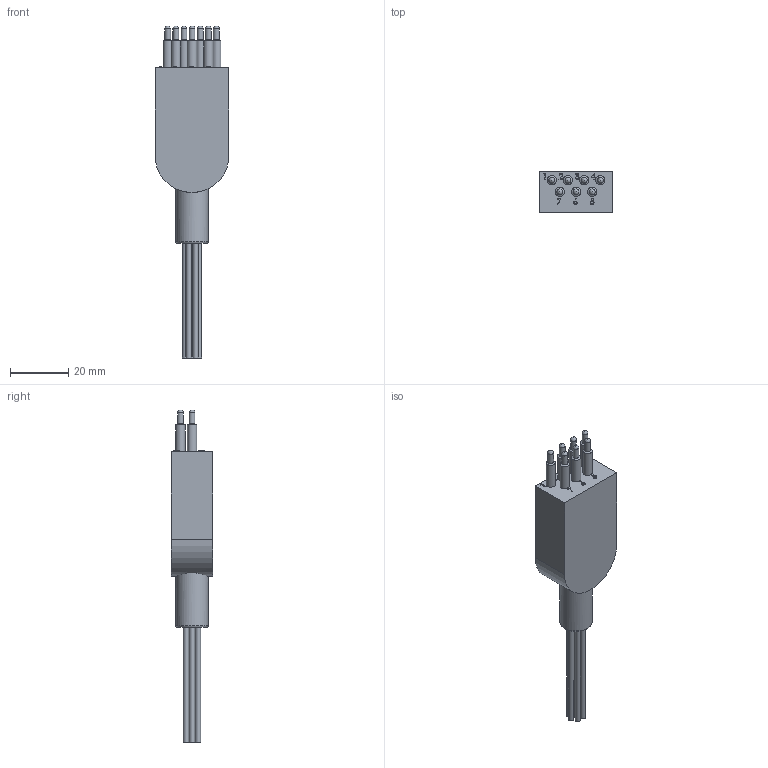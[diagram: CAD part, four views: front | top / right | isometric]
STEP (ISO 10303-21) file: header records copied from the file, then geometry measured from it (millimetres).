
FILE_DESCRIPTION(/* description */ ('STEP AP214'),/* implementation_level */ '2;1');
FILE_NAME(/* name */ 'MCLPOM7M.stp',/* time_stamp */ '2021-01-13T09:52:28+01:00',/* author */ ('sh'),/* organization */ (''),/* preprocessor_version */ 'ST-DEVELOPER v17.2',/* originating_system */ 'Autodesk Inventor 2019',/* authorisation */ '');
FILE_SCHEMA (('AUTOMOTIVE_DESIGN { 1 0 10303 214 3 1 1 }'));
Length unit declared in the file: inch
Products named in the file (1): 01706317
Bounding box: 25.4 x 14.27 x 113.97 mm (x, y, z)
Volume: 17574.1 mm3; surface area: 6835.9 mm2
Topology: 1 solids, 1 shells, 154 faces, 400 edges, 279 vertices
Faces by surface type: plane 79, bspline 44, cylinder 23, cone 7, torus 1
Full cylindrical faces by diameter (mm): 1.778 x7, 1.986 x7, 3.175 x7, 11.1 x1
Entity records: 7066 total; most frequent: CARTESIAN_POINT 3311, ORIENTED_EDGE 800, DIRECTION 665, EDGE_CURVE 400, VERTEX_POINT 279, AXIS2_PLACEMENT_3D 230, LINE 205, VECTOR 205
